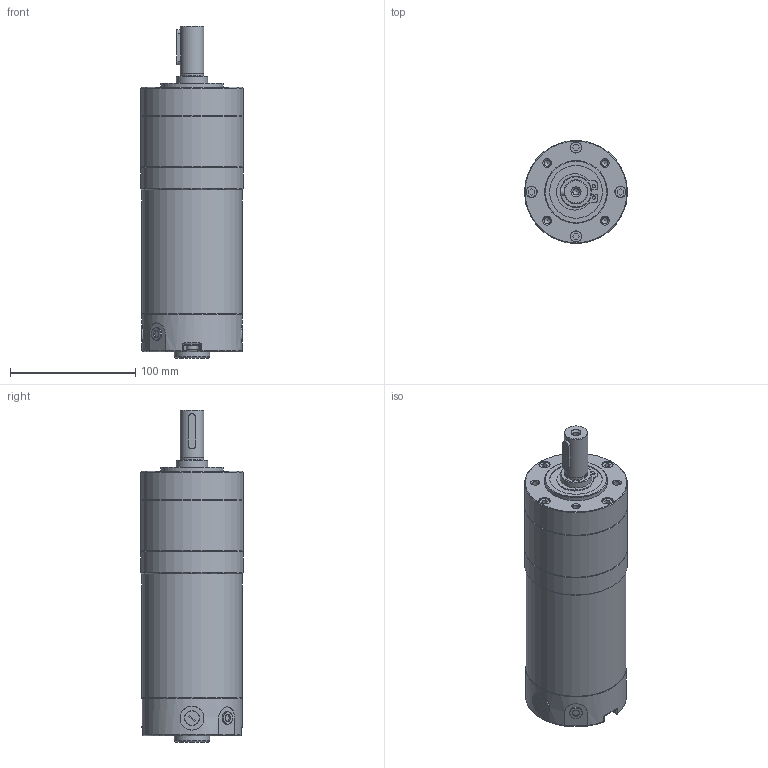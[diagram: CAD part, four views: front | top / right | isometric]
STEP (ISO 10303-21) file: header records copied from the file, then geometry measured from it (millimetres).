
FILE_DESCRIPTION(/* description */ ('Unknown'),/* implementation_level */ '2;1');
FILE_NAME(/* name */ 'PD82152-ONE-STAGE-216 mm',/* time_stamp */ '2022-11-07T15:54:31+01:00',/* author */ ('Unknown'),/* organization */ ('Unknown'),/* preprocessor_version */ 'ST-DEVELOPER v18.1',/* originating_system */ 'Solid Edge',/* authorisation */ 'Unknown');
FILE_SCHEMA (('AUTOMOTIVE_DESIGN {1 0 10303 214 3 1 1}'));
Length unit declared in the file: millimetre
Products named in the file (1): PD82152-ONE-STAGE-216 mm
Bounding box: 82 x 82 x 264.7 mm (x, y, z)
Volume: 1098893.3 mm3; surface area: 71978.6 mm2
Topology: 1 solids, 1 shells, 236 faces, 537 edges, 339 vertices
Faces by surface type: plane 126, cylinder 65, cone 24, torus 17, sphere 4
Full cylindrical faces by diameter (mm): 2.6 x2, 5 x5, 6 x1, 7 x2, 8.5 x4, 9 x6, 10 x3, 11.5 x2, 12 x2, 18.4 x1, 19 x1, 25 x1, 28 x1, 42 x1, 50 x1, 80 x2, 82 x3
Entity records: 6149 total; most frequent: CARTESIAN_POINT 1192, DIRECTION 1028, ORIENTED_EDGE 884, EDGE_CURVE 442, AXIS2_PLACEMENT_3D 386, FACE_BOUND 347, EDGE_LOOP 342, VERTEX_POINT 319
